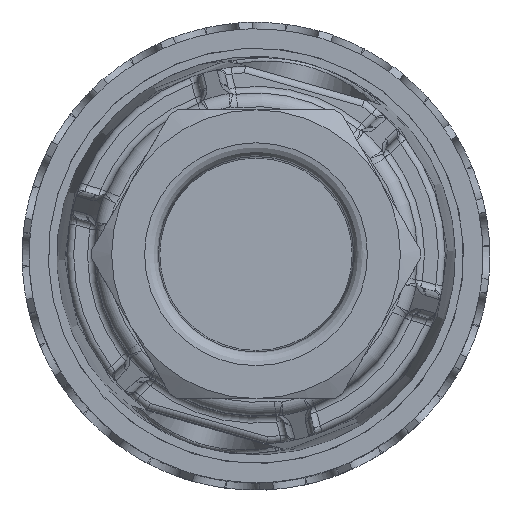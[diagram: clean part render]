
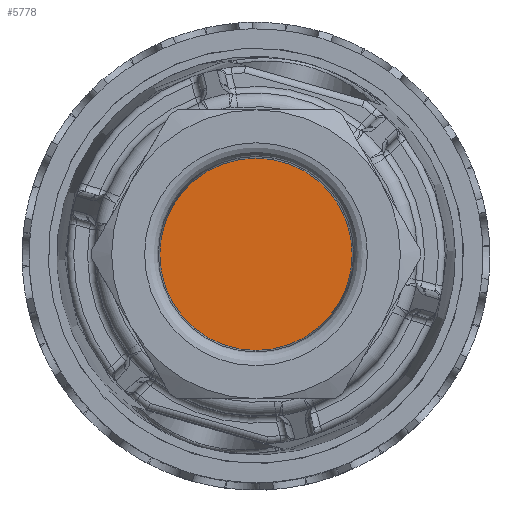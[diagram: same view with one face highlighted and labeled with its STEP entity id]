
A CAD part, top view. The second image highlights one B-rep face of the part: STEP entity #5778.
In plain terms, the highlighted planar face has unit normal (0, 0, 1).
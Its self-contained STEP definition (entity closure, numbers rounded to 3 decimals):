
#273=PLANE('',#19292);
#4349=FACE_OUTER_BOUND('',#7261,.T.);
#5778=ADVANCED_FACE('',(#4349),#273,.T.);
#7261=EDGE_LOOP('',(#8533));
#8533=ORIENTED_EDGE('',*,*,#15850,.F.);
#14028=VERTEX_POINT('',#25561);
#15850=EDGE_CURVE('',#14028,#14028,#18653,.T.);
#18653=CIRCLE('',#19262,6.998);
#19262=AXIS2_PLACEMENT_3D('',#25560,#20795,#20796);
#19292=AXIS2_PLACEMENT_3D('',#25955,#20867,#20868);
#20795=DIRECTION('',(0.,0.,-1.));
#20796=DIRECTION('',(1.,0.,0.));
#20867=DIRECTION('',(0.,0.,1.));
#20868=DIRECTION('',(1.,0.,0.));
#25560=CARTESIAN_POINT('',(-9.39,33.917,76.3));
#25561=CARTESIAN_POINT('',(-2.392,33.917,76.3));
#25955=CARTESIAN_POINT('',(-9.39,33.917,76.3));
